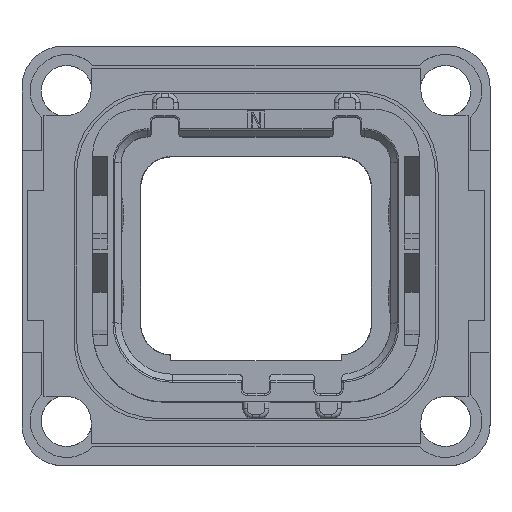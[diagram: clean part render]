
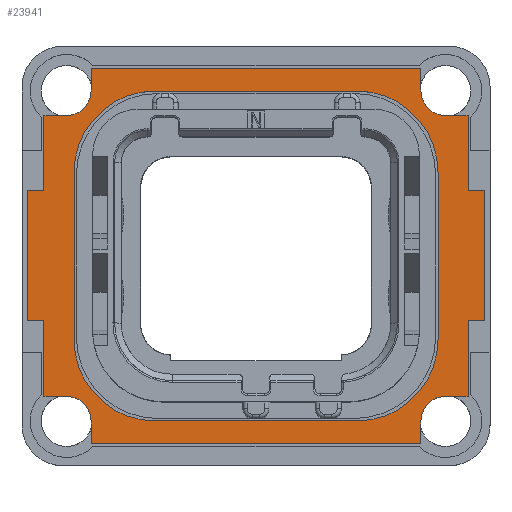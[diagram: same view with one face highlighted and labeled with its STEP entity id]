
A CAD part, top view. The second image highlights one B-rep face of the part: STEP entity #23941.
In plain terms, the highlighted planar face has unit normal (0, 0, 1).
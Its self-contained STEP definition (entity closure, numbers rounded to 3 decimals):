
#685=DIRECTION('',(0.,-1.,0.));
#686=VECTOR('',#685,4.65);
#687=CARTESIAN_POINT('',(-13.05,-4.,2.31));
#688=LINE('',#687,#686);
#689=DIRECTION('',(1.,0.,0.));
#690=VECTOR('',#689,1.);
#691=CARTESIAN_POINT('',(-14.05,-4.,2.31));
#692=LINE('',#691,#690);
#693=DIRECTION('',(0.,-1.,0.));
#694=VECTOR('',#693,8.);
#695=CARTESIAN_POINT('',(-14.05,4.,2.31));
#696=LINE('',#695,#694);
#697=DIRECTION('',(-1.,0.,0.));
#698=VECTOR('',#697,1.);
#699=CARTESIAN_POINT('',(-13.05,4.,2.31));
#700=LINE('',#699,#698);
#701=DIRECTION('',(0.,-1.,0.));
#702=VECTOR('',#701,4.65);
#703=CARTESIAN_POINT('',(-13.05,8.65,2.31));
#704=LINE('',#703,#702);
#705=DIRECTION('',(1.,0.,0.));
#706=VECTOR('',#705,1.4);
#707=CARTESIAN_POINT('',(-13.05,8.65,2.31));
#708=LINE('',#707,#706);
#709=CARTESIAN_POINT('',(-11.65,10.15,2.31));
#710=DIRECTION('',(0.,0.,1.));
#711=DIRECTION('',(0.,-1.,0.));
#712=AXIS2_PLACEMENT_3D('',#709,#710,#711);
#714=DIRECTION('',(0.,-1.,0.));
#715=VECTOR('',#714,1.4);
#716=CARTESIAN_POINT('',(-10.15,11.55,2.31));
#717=LINE('',#716,#715);
#718=DIRECTION('',(-1.,0.,0.));
#719=VECTOR('',#718,20.3);
#720=CARTESIAN_POINT('',(10.15,11.55,2.31));
#721=LINE('',#720,#719);
#722=DIRECTION('',(0.,-1.,0.));
#723=VECTOR('',#722,1.4);
#724=CARTESIAN_POINT('',(10.15,11.55,2.31));
#725=LINE('',#724,#723);
#726=CARTESIAN_POINT('',(11.65,10.15,2.31));
#727=DIRECTION('',(0.,0.,1.));
#728=DIRECTION('',(-1.,0.,0.));
#729=AXIS2_PLACEMENT_3D('',#726,#727,#728);
#731=DIRECTION('',(-1.,0.,0.));
#732=VECTOR('',#731,1.4);
#733=CARTESIAN_POINT('',(13.05,8.65,2.31));
#734=LINE('',#733,#732);
#735=DIRECTION('',(0.,1.,0.));
#736=VECTOR('',#735,4.65);
#737=CARTESIAN_POINT('',(13.05,4.,2.31));
#738=LINE('',#737,#736);
#739=DIRECTION('',(-1.,0.,0.));
#740=VECTOR('',#739,1.);
#741=CARTESIAN_POINT('',(14.05,4.,2.31));
#742=LINE('',#741,#740);
#743=DIRECTION('',(0.,1.,0.));
#744=VECTOR('',#743,8.);
#745=CARTESIAN_POINT('',(14.05,-4.,2.31));
#746=LINE('',#745,#744);
#747=DIRECTION('',(1.,0.,0.));
#748=VECTOR('',#747,1.);
#749=CARTESIAN_POINT('',(13.05,-4.,2.31));
#750=LINE('',#749,#748);
#751=DIRECTION('',(0.,1.,0.));
#752=VECTOR('',#751,4.65);
#753=CARTESIAN_POINT('',(13.05,-8.65,2.31));
#754=LINE('',#753,#752);
#755=DIRECTION('',(-1.,0.,0.));
#756=VECTOR('',#755,1.4);
#757=CARTESIAN_POINT('',(13.05,-8.65,2.31));
#758=LINE('',#757,#756);
#759=CARTESIAN_POINT('',(11.65,-10.15,2.31));
#760=DIRECTION('',(0.,0.,1.));
#761=DIRECTION('',(0.,1.,0.));
#762=AXIS2_PLACEMENT_3D('',#759,#760,#761);
#764=DIRECTION('',(0.,1.,0.));
#765=VECTOR('',#764,1.4);
#766=CARTESIAN_POINT('',(10.15,-11.55,2.31));
#767=LINE('',#766,#765);
#768=DIRECTION('',(1.,0.,0.));
#769=VECTOR('',#768,20.3);
#770=CARTESIAN_POINT('',(-10.15,-11.55,2.31));
#771=LINE('',#770,#769);
#772=DIRECTION('',(0.,1.,0.));
#773=VECTOR('',#772,1.4);
#774=CARTESIAN_POINT('',(-10.15,-11.55,2.31));
#775=LINE('',#774,#773);
#776=CARTESIAN_POINT('',(-11.65,-10.15,2.31));
#777=DIRECTION('',(0.,0.,1.));
#778=DIRECTION('',(1.,0.,0.));
#779=AXIS2_PLACEMENT_3D('',#776,#777,#778);
#781=DIRECTION('',(1.,0.,0.));
#782=VECTOR('',#781,1.4);
#783=CARTESIAN_POINT('',(-13.05,-8.65,2.31));
#784=LINE('',#783,#782);
#785=DIRECTION('',(0.,-1.,0.));
#786=VECTOR('',#785,10.3);
#787=CARTESIAN_POINT('',(11.2,5.15,2.31));
#788=LINE('',#787,#786);
#789=DIRECTION('',(1.,0.,0.));
#790=VECTOR('',#789,12.4);
#791=CARTESIAN_POINT('',(-6.2,10.15,2.31));
#792=LINE('',#791,#790);
#793=DIRECTION('',(0.,1.,0.));
#794=VECTOR('',#793,10.3);
#795=CARTESIAN_POINT('',(-11.2,-5.15,2.31));
#796=LINE('',#795,#794);
#797=DIRECTION('',(-1.,0.,0.));
#798=VECTOR('',#797,12.4);
#799=CARTESIAN_POINT('',(6.2,-10.15,2.31));
#800=LINE('',#799,#798);
#905=CARTESIAN_POINT('',(-6.2,-5.15,2.31));
#906=DIRECTION('',(0.,0.,-1.));
#907=DIRECTION('',(0.,-1.,0.));
#908=AXIS2_PLACEMENT_3D('',#905,#906,#907);
#918=CARTESIAN_POINT('',(6.2,-5.15,2.31));
#919=DIRECTION('',(0.,0.,-1.));
#920=DIRECTION('',(1.,0.,0.));
#921=AXIS2_PLACEMENT_3D('',#918,#919,#920);
#923=CARTESIAN_POINT('',(-6.2,5.15,2.31));
#924=DIRECTION('',(0.,0.,-1.));
#925=DIRECTION('',(-1.,0.,0.));
#926=AXIS2_PLACEMENT_3D('',#923,#924,#925);
#936=CARTESIAN_POINT('',(6.2,5.15,2.31));
#937=DIRECTION('',(0.,0.,-1.));
#938=DIRECTION('',(0.,1.,0.));
#939=AXIS2_PLACEMENT_3D('',#936,#937,#938);
#22736=CARTESIAN_POINT('',(-11.2,-5.15,2.31));
#22737=CARTESIAN_POINT('',(-11.2,5.15,2.31));
#22738=VERTEX_POINT('',#22736);
#22739=VERTEX_POINT('',#22737);
#22740=CARTESIAN_POINT('',(-6.2,10.15,2.31));
#22741=CARTESIAN_POINT('',(6.2,10.15,2.31));
#22742=VERTEX_POINT('',#22740);
#22743=VERTEX_POINT('',#22741);
#22744=CARTESIAN_POINT('',(11.2,5.15,2.31));
#22745=CARTESIAN_POINT('',(11.2,-5.15,2.31));
#22746=VERTEX_POINT('',#22744);
#22747=VERTEX_POINT('',#22745);
#22748=CARTESIAN_POINT('',(6.2,-10.15,2.31));
#22749=CARTESIAN_POINT('',(-6.2,-10.15,2.31));
#22750=VERTEX_POINT('',#22748);
#22751=VERTEX_POINT('',#22749);
#22768=CARTESIAN_POINT('',(10.15,10.15,2.31));
#22769=CARTESIAN_POINT('',(11.65,8.65,2.31));
#22770=VERTEX_POINT('',#22768);
#22771=VERTEX_POINT('',#22769);
#22772=CARTESIAN_POINT('',(13.05,8.65,2.31));
#22773=VERTEX_POINT('',#22772);
#22774=CARTESIAN_POINT('',(10.15,11.55,2.31));
#22775=VERTEX_POINT('',#22774);
#22776=CARTESIAN_POINT('',(11.65,-8.65,2.31));
#22777=CARTESIAN_POINT('',(10.15,-10.15,2.31));
#22778=VERTEX_POINT('',#22776);
#22779=VERTEX_POINT('',#22777);
#22780=CARTESIAN_POINT('',(10.15,-11.55,2.31));
#22781=VERTEX_POINT('',#22780);
#22782=CARTESIAN_POINT('',(13.05,-8.65,2.31));
#22783=VERTEX_POINT('',#22782);
#22784=CARTESIAN_POINT('',(-10.15,-10.15,2.31));
#22785=CARTESIAN_POINT('',(-11.65,-8.65,2.31));
#22786=VERTEX_POINT('',#22784);
#22787=VERTEX_POINT('',#22785);
#22788=CARTESIAN_POINT('',(-13.05,-8.65,2.31));
#22789=VERTEX_POINT('',#22788);
#22790=CARTESIAN_POINT('',(-10.15,-11.55,2.31));
#22791=VERTEX_POINT('',#22790);
#22792=CARTESIAN_POINT('',(-10.15,11.55,2.31));
#22793=CARTESIAN_POINT('',(-10.15,10.15,2.31));
#22794=VERTEX_POINT('',#22792);
#22795=VERTEX_POINT('',#22793);
#22796=CARTESIAN_POINT('',(-13.05,8.65,2.31));
#22797=CARTESIAN_POINT('',(-11.65,8.65,2.31));
#22798=VERTEX_POINT('',#22796);
#22799=VERTEX_POINT('',#22797);
#22800=CARTESIAN_POINT('',(14.05,-4.,2.31));
#22801=CARTESIAN_POINT('',(14.05,4.,2.31));
#22802=VERTEX_POINT('',#22800);
#22803=VERTEX_POINT('',#22801);
#22804=CARTESIAN_POINT('',(-14.05,4.,2.31));
#22805=CARTESIAN_POINT('',(-14.05,-4.,2.31));
#22806=VERTEX_POINT('',#22804);
#22807=VERTEX_POINT('',#22805);
#22808=CARTESIAN_POINT('',(13.05,-4.,2.31));
#22809=VERTEX_POINT('',#22808);
#22810=CARTESIAN_POINT('',(13.05,4.,2.31));
#22811=VERTEX_POINT('',#22810);
#22812=CARTESIAN_POINT('',(-13.05,4.,2.31));
#22813=VERTEX_POINT('',#22812);
#22814=CARTESIAN_POINT('',(-13.05,-4.,2.31));
#22815=VERTEX_POINT('',#22814);
#23888=CARTESIAN_POINT('',(0.,0.,2.31));
#23889=DIRECTION('',(0.,0.,1.));
#23890=DIRECTION('',(1.,0.,0.));
#23891=AXIS2_PLACEMENT_3D('',#23888,#23889,#23890);
#23892=PLANE('',#23891);
#23893=ORIENTED_EDGE('',*,*,#23512,.F.);
#23894=ORIENTED_EDGE('',*,*,#23526,.F.);
#23895=ORIENTED_EDGE('',*,*,#23540,.F.);
#23896=ORIENTED_EDGE('',*,*,#23554,.F.);
#23897=ORIENTED_EDGE('',*,*,#23568,.F.);
#23898=ORIENTED_EDGE('',*,*,#23584,.T.);
#23900=ORIENTED_EDGE('',*,*,#23899,.T.);
#23901=ORIENTED_EDGE('',*,*,#23643,.F.);
#23902=ORIENTED_EDGE('',*,*,#23659,.F.);
#23903=ORIENTED_EDGE('',*,*,#23675,.T.);
#23905=ORIENTED_EDGE('',*,*,#23904,.T.);
#23906=ORIENTED_EDGE('',*,*,#23734,.F.);
#23907=ORIENTED_EDGE('',*,*,#23750,.F.);
#23908=ORIENTED_EDGE('',*,*,#23764,.F.);
#23909=ORIENTED_EDGE('',*,*,#23778,.F.);
#23910=ORIENTED_EDGE('',*,*,#23792,.F.);
#23911=ORIENTED_EDGE('',*,*,#23806,.F.);
#23912=ORIENTED_EDGE('',*,*,#23822,.T.);
#23914=ORIENTED_EDGE('',*,*,#23913,.T.);
#23915=ORIENTED_EDGE('',*,*,#23880,.F.);
#23916=ORIENTED_EDGE('',*,*,#23420,.F.);
#23917=ORIENTED_EDGE('',*,*,#23437,.T.);
#23919=ORIENTED_EDGE('',*,*,#23918,.T.);
#23920=ORIENTED_EDGE('',*,*,#23496,.F.);
#23921=EDGE_LOOP('',(#23893,#23894,#23895,#23896,#23897,#23898,#23900,#23901,
#23902,#23903,#23905,#23906,#23907,#23908,#23909,#23910,#23911,#23912,#23914,
#23915,#23916,#23917,#23919,#23920));
#23922=FACE_OUTER_BOUND('',#23921,.F.);
#23924=ORIENTED_EDGE('',*,*,#23923,.F.);
#23926=ORIENTED_EDGE('',*,*,#23925,.F.);
#23928=ORIENTED_EDGE('',*,*,#23927,.F.);
#23930=ORIENTED_EDGE('',*,*,#23929,.F.);
#23932=ORIENTED_EDGE('',*,*,#23931,.F.);
#23934=ORIENTED_EDGE('',*,*,#23933,.F.);
#23936=ORIENTED_EDGE('',*,*,#23935,.F.);
#23938=ORIENTED_EDGE('',*,*,#23937,.F.);
#23939=EDGE_LOOP('',(#23924,#23926,#23928,#23930,#23932,#23934,#23936,#23938));
#23940=FACE_BOUND('',#23939,.F.);
#23941=ADVANCED_FACE('',(#23922,#23940),#23892,.T.);
#713=CIRCLE('',#712,1.5);
#730=CIRCLE('',#729,1.5);
#763=CIRCLE('',#762,1.5);
#780=CIRCLE('',#779,1.5);
#909=CIRCLE('',#908,5.);
#922=CIRCLE('',#921,5.);
#927=CIRCLE('',#926,5.);
#940=CIRCLE('',#939,5.);
#23420=EDGE_CURVE('',#22791,#22781,#771,.T.);
#23437=EDGE_CURVE('',#22791,#22786,#775,.T.);
#23496=EDGE_CURVE('',#22789,#22787,#784,.T.);
#23512=EDGE_CURVE('',#22815,#22789,#688,.T.);
#23526=EDGE_CURVE('',#22807,#22815,#692,.T.);
#23540=EDGE_CURVE('',#22806,#22807,#696,.T.);
#23554=EDGE_CURVE('',#22813,#22806,#700,.T.);
#23568=EDGE_CURVE('',#22798,#22813,#704,.T.);
#23584=EDGE_CURVE('',#22798,#22799,#708,.T.);
#23643=EDGE_CURVE('',#22794,#22795,#717,.T.);
#23659=EDGE_CURVE('',#22775,#22794,#721,.T.);
#23675=EDGE_CURVE('',#22775,#22770,#725,.T.);
#23734=EDGE_CURVE('',#22773,#22771,#734,.T.);
#23750=EDGE_CURVE('',#22811,#22773,#738,.T.);
#23764=EDGE_CURVE('',#22803,#22811,#742,.T.);
#23778=EDGE_CURVE('',#22802,#22803,#746,.T.);
#23792=EDGE_CURVE('',#22809,#22802,#750,.T.);
#23806=EDGE_CURVE('',#22783,#22809,#754,.T.);
#23822=EDGE_CURVE('',#22783,#22778,#758,.T.);
#23880=EDGE_CURVE('',#22781,#22779,#767,.T.);
#23899=EDGE_CURVE('',#22799,#22795,#713,.T.);
#23904=EDGE_CURVE('',#22770,#22771,#730,.T.);
#23913=EDGE_CURVE('',#22778,#22779,#763,.T.);
#23918=EDGE_CURVE('',#22786,#22787,#780,.T.);
#23923=EDGE_CURVE('',#22746,#22747,#788,.T.);
#23925=EDGE_CURVE('',#22743,#22746,#940,.T.);
#23927=EDGE_CURVE('',#22742,#22743,#792,.T.);
#23929=EDGE_CURVE('',#22739,#22742,#927,.T.);
#23931=EDGE_CURVE('',#22738,#22739,#796,.T.);
#23933=EDGE_CURVE('',#22751,#22738,#909,.T.);
#23935=EDGE_CURVE('',#22750,#22751,#800,.T.);
#23937=EDGE_CURVE('',#22747,#22750,#922,.T.);
